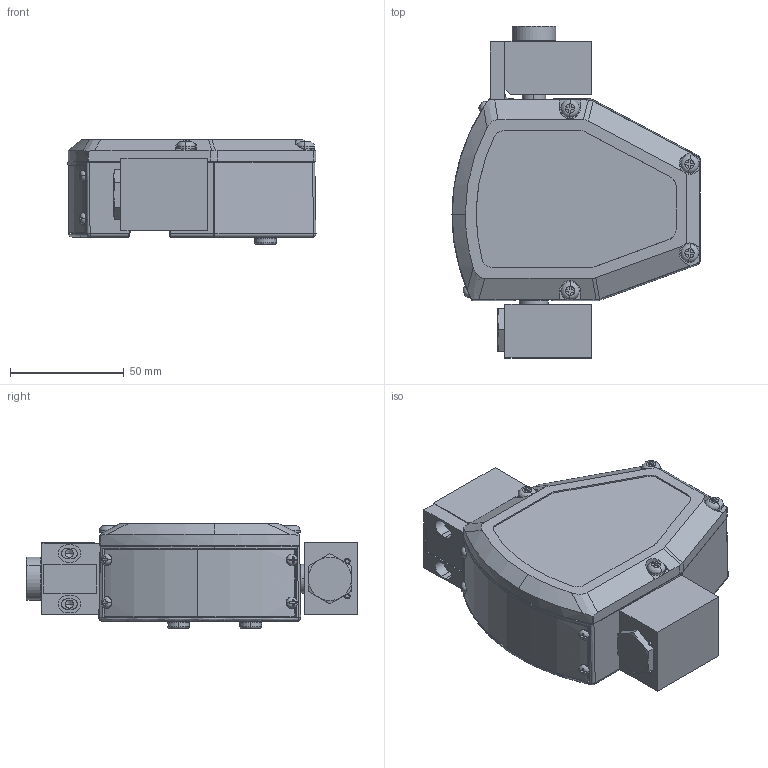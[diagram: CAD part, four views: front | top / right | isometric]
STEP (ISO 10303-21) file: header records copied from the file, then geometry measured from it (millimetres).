
FILE_DESCRIPTION (( 'STEP AP203' ), '1' );
FILE_NAME ('3750C-0-11A-AA.STEP', '2018-12-27T19:01:40', ( '' ), ( '' ), 'SwSTEP 2.0', 'SolidWorks 2017', '' );
FILE_SCHEMA (( 'CONFIG_CONTROL_DESIGN' ));
Length unit declared in the file: inch
Products named in the file (5): 092c031_m; 452z350_a; 3750C-0-11A-AA; 618j019_w; 617b001_ag
Assembly tree (4 placements, depth 2):
  3750C-0-11A-AA
    092c031_m
    452z350_a
    618j019_w
    617b001_ag
Bounding box: 108.86 x 145.69 x 46.05 mm (x, y, z)
Volume: 158058.2 mm3; surface area: 96861.7 mm2
Topology: 19 solids, 21 shells, 976 faces, 2472 edges, 1551 vertices
Faces by surface type: plane 374, cylinder 270, cone 179, bspline 145, torus 8
Entity records: 35369 total; most frequent: CARTESIAN_POINT 13006, ORIENTED_EDGE 4840, DIRECTION 4133, EDGE_CURVE 2420, VERTEX_POINT 1551, AXIS2_PLACEMENT_3D 1539, EDGE_LOOP 1071, LINE 1055
